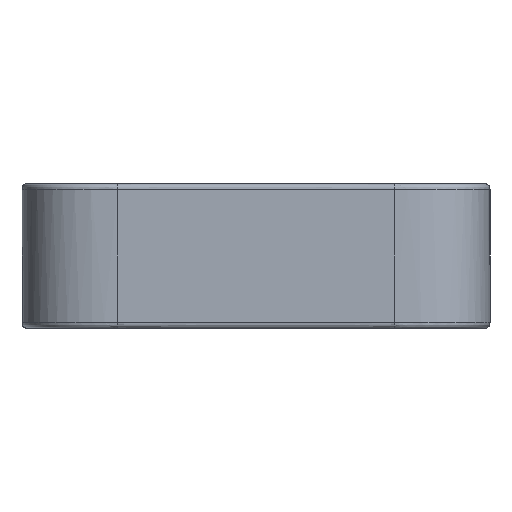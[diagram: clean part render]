
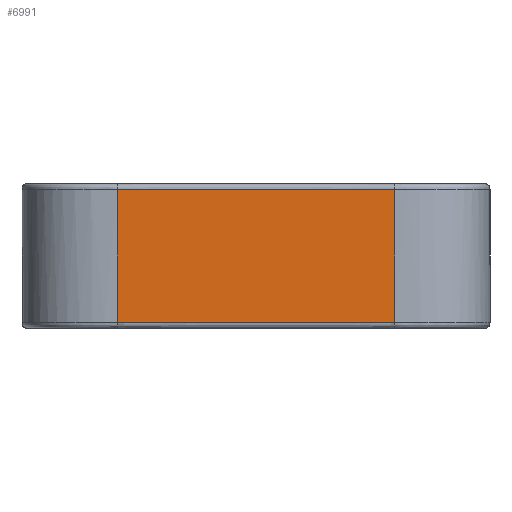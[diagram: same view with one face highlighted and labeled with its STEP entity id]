
A CAD part, left-side view. The second image highlights one B-rep face of the part: STEP entity #6991.
In plain terms, the highlighted planar face has unit normal (-1, 0, 0).
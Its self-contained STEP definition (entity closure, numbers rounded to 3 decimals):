
#50 = FACE_OUTER_BOUND ( 'NONE', #6139, .T. ) ;
#292 = CARTESIAN_POINT ( 'NONE',  ( -4.11, 0.15, 0.01 ) ) ;
#483 = CARTESIAN_POINT ( 'NONE',  ( -4.11, -0.15, 0.01 ) ) ;
#1524 = LINE ( 'NONE', #3760, #7602 ) ;
#1860 = VERTEX_POINT ( 'NONE', #11386 ) ;
#1908 = ORIENTED_EDGE ( 'NONE', *, *, #6504, .T. ) ;
#2310 = CARTESIAN_POINT ( 'NONE',  ( -4.11, 0.45, 0.01 ) ) ;
#2479 = VECTOR ( 'NONE', #13083, 1000. ) ;
#2568 = B_SPLINE_CURVE_WITH_KNOTS ( 'NONE', 3,
 ( #2310, #292, #483, #10382 ),
 .UNSPECIFIED., .F., .F.,
 ( 4, 4 ),
 ( 0., 1. ),
 .UNSPECIFIED. ) ;
#2971 = CARTESIAN_POINT ( 'NONE',  ( -4.11, -0.45, -0.01 ) ) ;
#3188 = CARTESIAN_POINT ( 'NONE',  ( -4.11, -0.15, 0.44 ) ) ;
#3643 = EDGE_CURVE ( 'NONE', #7660, #4528, #11062, .T. ) ;
#3760 = CARTESIAN_POINT ( 'NONE',  ( -4.11, 0.45, -0.01 ) ) ;
#4374 = AXIS2_PLACEMENT_3D ( 'NONE', #7082, #7209, #6143 ) ;
#4469 = EDGE_CURVE ( 'NONE', #4528, #6635, #9539, .T. ) ;
#4528 = VERTEX_POINT ( 'NONE', #5512 ) ;
#5512 = CARTESIAN_POINT ( 'NONE',  ( -4.11, -0.45, 0.44 ) ) ;
#6139 = EDGE_LOOP ( 'NONE', ( #9212, #1908, #10168, #10437 ) ) ;
#6143 = DIRECTION ( 'NONE',  ( 0., -1., 0. ) ) ;
#6504 = EDGE_CURVE ( 'NONE', #1860, #7660, #2568, .T. ) ;
#6635 = VERTEX_POINT ( 'NONE', #10843 ) ;
#6991 = ADVANCED_FACE ( 'NONE', ( #50 ), #8341, .T. ) ;
#7082 = CARTESIAN_POINT ( 'NONE',  ( -4.11, -0.45, -0.01 ) ) ;
#7209 = DIRECTION ( 'NONE',  ( -1., 0., 0. ) ) ;
#7602 = VECTOR ( 'NONE', #9846, 1000. ) ;
#7660 = VERTEX_POINT ( 'NONE', #9549 ) ;
#8182 = CARTESIAN_POINT ( 'NONE',  ( -4.11, 0.15, 0.44 ) ) ;
#8341 = PLANE ( 'NONE',  #4374 ) ;
#9212 = ORIENTED_EDGE ( 'NONE', *, *, #12758, .F. ) ;
#9539 = B_SPLINE_CURVE_WITH_KNOTS ( 'NONE', 3,
 ( #10198, #3188, #8182, #13249 ),
 .UNSPECIFIED., .F., .F.,
 ( 4, 4 ),
 ( 0., 1. ),
 .UNSPECIFIED. ) ;
#9549 = CARTESIAN_POINT ( 'NONE',  ( -4.11, -0.45, 0.01 ) ) ;
#9846 = DIRECTION ( 'NONE',  ( 0., 0., 1. ) ) ;
#10168 = ORIENTED_EDGE ( 'NONE', *, *, #3643, .T. ) ;
#10198 = CARTESIAN_POINT ( 'NONE',  ( -4.11, -0.45, 0.44 ) ) ;
#10382 = CARTESIAN_POINT ( 'NONE',  ( -4.11, -0.45, 0.01 ) ) ;
#10437 = ORIENTED_EDGE ( 'NONE', *, *, #4469, .T. ) ;
#10843 = CARTESIAN_POINT ( 'NONE',  ( -4.11, 0.45, 0.44 ) ) ;
#11062 = LINE ( 'NONE', #2971, #2479 ) ;
#11386 = CARTESIAN_POINT ( 'NONE',  ( -4.11, 0.45, 0.01 ) ) ;
#12758 = EDGE_CURVE ( 'NONE', #1860, #6635, #1524, .T. ) ;
#13083 = DIRECTION ( 'NONE',  ( 0., 0., 1. ) ) ;
#13249 = CARTESIAN_POINT ( 'NONE',  ( -4.11, 0.45, 0.44 ) ) ;
